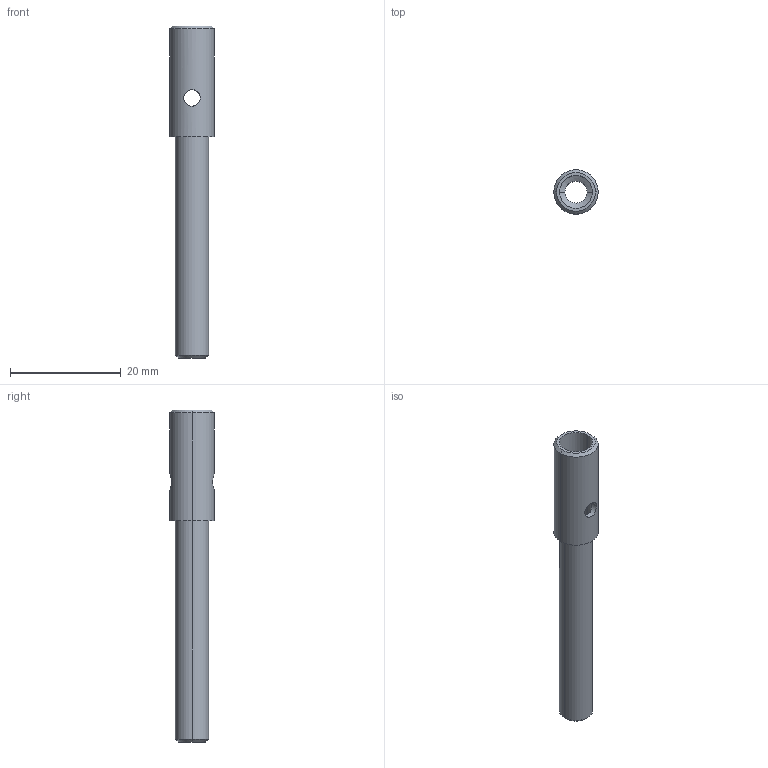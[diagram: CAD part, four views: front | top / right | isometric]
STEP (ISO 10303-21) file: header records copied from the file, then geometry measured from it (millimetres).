
FILE_DESCRIPTION((''),'2;1');
FILE_NAME('CLAPET','2021-10-12T16:38:22',('andrietm'),(''),'CREO PARAMETRIC BY PTC INC, 2018420','CREO PARAMETRIC BY PTC INC, 2018420','');
FILE_SCHEMA(('AUTOMOTIVE_DESIGN { 1 0 10303 214 1 1 1 1 }'));
Length unit declared in the file: millimetre
Products named in the file (1): CLAPET
Bounding box: 8 x 8 x 60 mm (x, y, z)
Volume: 1075.6 mm3; surface area: 2171.6 mm2
Topology: 1 solids, 1 shells, 21 faces, 46 edges, 28 vertices
Faces by surface type: cylinder 12, cone 6, plane 3
Entity records: 904 total; most frequent: CARTESIAN_POINT 225, DIRECTION 100, ORIENTED_EDGE 92, PRESENTATION_STYLE_ASSIGNMENT 47, STYLED_ITEM 47, CURVE_STYLE 46, EDGE_CURVE 46, AXIS2_PLACEMENT_3D 41
